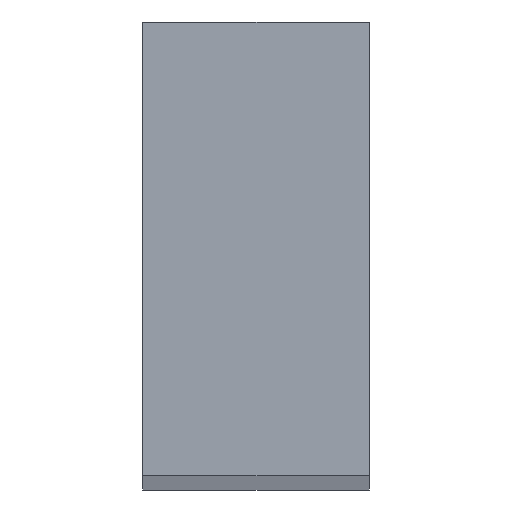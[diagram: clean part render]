
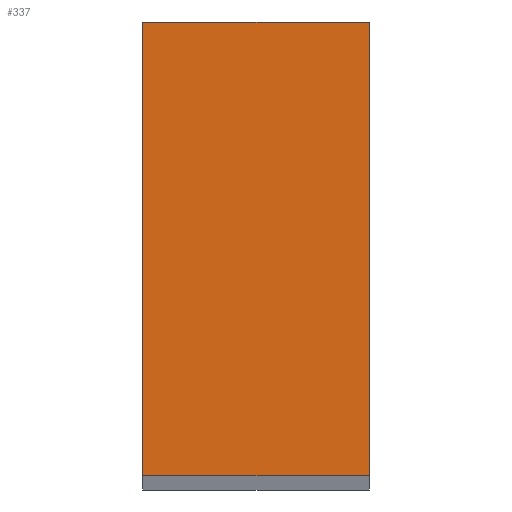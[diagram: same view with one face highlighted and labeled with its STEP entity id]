
A CAD part, top view. The second image highlights one B-rep face of the part: STEP entity #337.
In plain terms, the highlighted planar face has unit normal (0, 0, 1).
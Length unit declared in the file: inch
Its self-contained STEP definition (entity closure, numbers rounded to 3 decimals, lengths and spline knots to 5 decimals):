
#17=LINE('',#565,#29);
#20=LINE('',#571,#32);
#23=LINE('',#577,#35);
#26=LINE('',#581,#38);
#29=VECTOR('',#476,0.3937);
#32=VECTOR('',#481,0.3937);
#35=VECTOR('',#486,0.3937);
#38=VECTOR('',#491,0.3937);
#43=PLANE('',#390);
#104=FACE_OUTER_BOUND('',#154,.T.);
#154=EDGE_LOOP('',(#302,#303,#304,#305));
#202=VERTEX_POINT('',#562);
#203=VERTEX_POINT('',#564);
#205=VERTEX_POINT('',#570);
#207=VERTEX_POINT('',#576);
#232=EDGE_CURVE('',#203,#202,#17,.T.);
#235=EDGE_CURVE('',#205,#203,#20,.T.);
#238=EDGE_CURVE('',#207,#205,#23,.T.);
#241=EDGE_CURVE('',#202,#207,#26,.T.);
#302=ORIENTED_EDGE('',*,*,#241,.T.);
#303=ORIENTED_EDGE('',*,*,#238,.T.);
#304=ORIENTED_EDGE('',*,*,#235,.T.);
#305=ORIENTED_EDGE('',*,*,#232,.T.);
#337=ADVANCED_FACE('',(#104),#43,.T.);
#390=AXIS2_PLACEMENT_3D('',#582,#492,#493);
#476=DIRECTION('',(0.,1.,0.));
#481=DIRECTION('',(1.,0.,0.));
#486=DIRECTION('',(0.,-1.,0.));
#491=DIRECTION('',(-1.,0.,0.));
#492=DIRECTION('center_axis',(0.,0.,1.));
#493=DIRECTION('ref_axis',(1.,0.,0.));
#562=CARTESIAN_POINT('',(-0.07598,0.34191,9.));
#564=CARTESIAN_POINT('',(-0.07598,-0.15809,9.));
#565=CARTESIAN_POINT('',(-0.07598,0.34191,9.));
#570=CARTESIAN_POINT('',(-0.32598,-0.15809,9.));
#571=CARTESIAN_POINT('',(-0.07598,-0.15809,9.));
#576=CARTESIAN_POINT('',(-0.32598,0.34191,9.));
#577=CARTESIAN_POINT('',(-0.32598,-0.15809,9.));
#581=CARTESIAN_POINT('',(-0.32598,0.34191,9.));
#582=CARTESIAN_POINT('Origin',(-0.20098,0.09191,9.));
